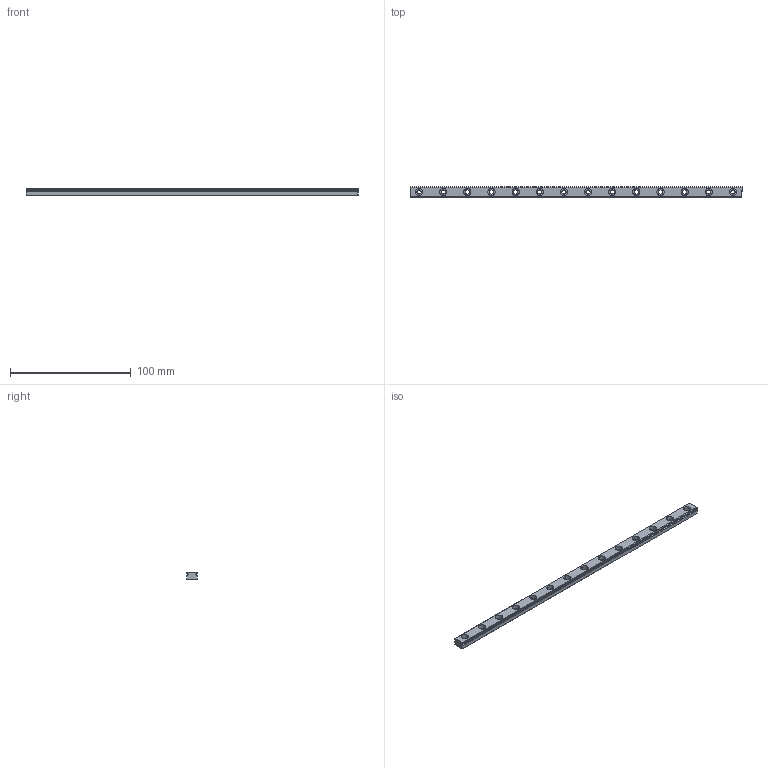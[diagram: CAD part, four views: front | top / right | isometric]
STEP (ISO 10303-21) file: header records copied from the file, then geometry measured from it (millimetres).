
FILE_DESCRIPTION (( 'STEP AP214' ), '1' );
FILE_NAME ('MGNR9R275CM-Rail.STEP', '2022-04-10T22:38:15', ( '' ), ( '' ), 'SwSTEP 2.0', 'SolidWorks 2021', '' );
FILE_SCHEMA (( 'AUTOMOTIVE_DESIGN' ));
Length unit declared in the file: millimetre
Products named in the file (1): MGNR9R275CM-Rail
Bounding box: 275 x 9 x 6.5 mm (x, y, z)
Volume: 13402.7 mm3; surface area: 10336.1 mm2
Topology: 1 solids, 1 shells, 106 faces, 312 edges, 208 vertices
Faces by surface type: cylinder 73, plane 33
Entity records: 3860 total; most frequent: CARTESIAN_POINT 809, DIRECTION 672, ORIENTED_EDGE 624, EDGE_CURVE 312, AXIS2_PLACEMENT_3D 267, VERTEX_POINT 208, CIRCLE 160, LINE 138
